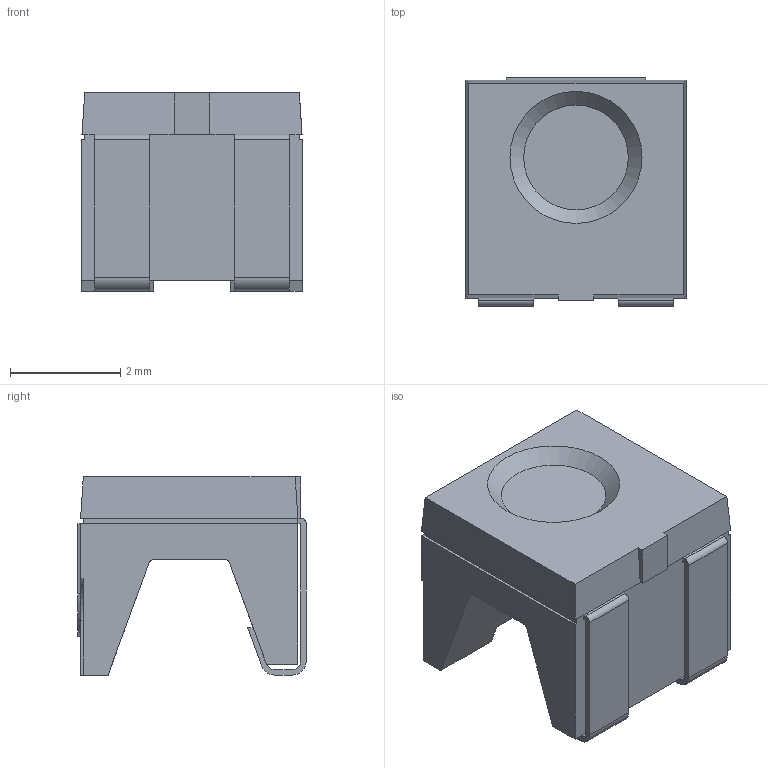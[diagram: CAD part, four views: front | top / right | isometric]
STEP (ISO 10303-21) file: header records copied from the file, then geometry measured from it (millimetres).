
FILE_DESCRIPTION(/* description */ ('Unknown'),/* implementation_level */ '2;1');
FILE_NAME(/* name */ 'AA4040',/* time_stamp */ '2024-11-20T20:32:50+01:00',/* author */ ('Unknown'),/* organization */ ('Unknown'),/* preprocessor_version */ 'ST-DEVELOPER v19.4',/* originating_system */ 'Solid Edge',/* authorisation */ 'Unknown');
FILE_SCHEMA (('AUTOMOTIVE_DESIGN {1 0 10303 214 3 1 1}'));
Length unit declared in the file: millimetre
Products named in the file (2): AA4040; (Unsaved)_0
Assembly tree (1 placements, depth 2):
  AA4040
    (Unsaved)_0
Bounding box: 4 x 4.15 x 3.6 mm (x, y, z)
Volume: 37.2 mm3; surface area: 107.3 mm2
Topology: 1 solids, 1 shells, 91 faces, 259 edges, 170 vertices
Faces by surface type: plane 64, cylinder 24, cone 3
Entity records: 3749 total; most frequent: CARTESIAN_POINT 698, ORIENTED_EDGE 518, DIRECTION 459, EDGE_CURVE 259, LINE 205, VECTOR 205, VERTEX_POINT 170, AXIS2_PLACEMENT_3D 127
